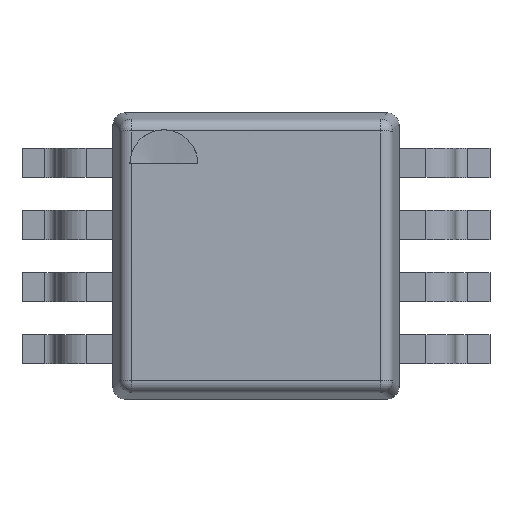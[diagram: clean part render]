
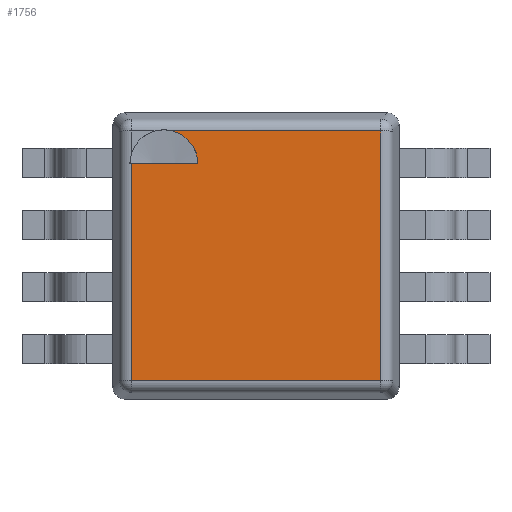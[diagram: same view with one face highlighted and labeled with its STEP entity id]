
A CAD part, top view. The second image highlights one B-rep face of the part: STEP entity #1756.
In plain terms, the highlighted face is planar.
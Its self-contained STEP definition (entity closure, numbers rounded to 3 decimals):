
#16 = PLANE ( 'NONE',  #1421 ) ;
#50 = VECTOR ( 'NONE', #136, 1000. ) ;
#75 = CARTESIAN_POINT ( 'NONE',  ( -1.309, 0.41, -1.309 ) ) ;
#109 = VERTEX_POINT ( 'NONE', #483 ) ;
#116 = VECTOR ( 'NONE', #787, 1000. ) ;
#130 = CARTESIAN_POINT ( 'NONE',  ( -0.965, 0.41, 1.309 ) ) ;
#136 = DIRECTION ( 'NONE',  ( 0., 0., -1. ) ) ;
#147 = LINE ( 'NONE', #160, #116 ) ;
#150 = CARTESIAN_POINT ( 'NONE',  ( -0.965, 0.41, 0.61 ) ) ;
#160 = CARTESIAN_POINT ( 'NONE',  ( -0.965, 0.41, 1.309 ) ) ;
#178 = EDGE_LOOP ( 'NONE', ( #1588, #627, #1439, #1701, #227, #1260 ) ) ;
#227 = ORIENTED_EDGE ( 'NONE', *, *, #1261, .F. ) ;
#331 = LINE ( 'NONE', #350, #864 ) ;
#350 = CARTESIAN_POINT ( 'NONE',  ( 1.309, 0.41, -1.309 ) ) ;
#373 = FACE_OUTER_BOUND ( 'NONE', #178, .T. ) ;
#424 = CARTESIAN_POINT ( 'NONE',  ( 1.309, 0.41, 1.309 ) ) ;
#432 = LINE ( 'NONE', #130, #50 ) ;
#441 = CARTESIAN_POINT ( 'NONE',  ( 1.309, 0.41, 1.309 ) ) ;
#453 = CIRCLE ( 'NONE', #1219, 0.356 ) ;
#483 = CARTESIAN_POINT ( 'NONE',  ( 1.309, 0.41, -1.309 ) ) ;
#510 = VERTEX_POINT ( 'NONE', #793 ) ;
#539 = LINE ( 'NONE', #1944, #834 ) ;
#575 = EDGE_CURVE ( 'NONE', #510, #855, #147, .T. ) ;
#627 = ORIENTED_EDGE ( 'NONE', *, *, #961, .T. ) ;
#645 = DIRECTION ( 'NONE',  ( 0., 1., 0. ) ) ;
#738 = EDGE_CURVE ( 'NONE', #1866, #1344, #453, .T. ) ;
#787 = DIRECTION ( 'NONE',  ( 1., 0., 0. ) ) ;
#793 = CARTESIAN_POINT ( 'NONE',  ( -0.965, 0.41, 1.309 ) ) ;
#834 = VECTOR ( 'NONE', #1150, 1000. ) ;
#855 = VERTEX_POINT ( 'NONE', #441 ) ;
#864 = VECTOR ( 'NONE', #1739, 1000. ) ;
#961 = EDGE_CURVE ( 'NONE', #109, #1853, #331, .T. ) ;
#1150 = DIRECTION ( 'NONE',  ( 0., 0., 1. ) ) ;
#1219 = AXIS2_PLACEMENT_3D ( 'NONE', #1314, #1666, #1942 ) ;
#1260 = ORIENTED_EDGE ( 'NONE', *, *, #575, .T. ) ;
#1261 = EDGE_CURVE ( 'NONE', #510, #1344, #432, .T. ) ;
#1294 = DIRECTION ( 'NONE',  ( 1., 0., 0. ) ) ;
#1314 = CARTESIAN_POINT ( 'NONE',  ( -0.965, 0.41, 0.965 ) ) ;
#1344 = VERTEX_POINT ( 'NONE', #150 ) ;
#1421 = AXIS2_PLACEMENT_3D ( 'NONE', #1900, #645, #1294 ) ;
#1439 = ORIENTED_EDGE ( 'NONE', *, *, #1924, .T. ) ;
#1588 = ORIENTED_EDGE ( 'NONE', *, *, #1823, .T. ) ;
#1666 = DIRECTION ( 'NONE',  ( 0., -1., 0. ) ) ;
#1701 = ORIENTED_EDGE ( 'NONE', *, *, #738, .T. ) ;
#1739 = DIRECTION ( 'NONE',  ( -1., 0., 0. ) ) ;
#1756 = ADVANCED_FACE ( 'NONE', ( #373 ), #16, .T. ) ;
#1784 = CARTESIAN_POINT ( 'NONE',  ( -1.309, 0.41, 0.873 ) ) ;
#1794 = LINE ( 'NONE', #424, #1879 ) ;
#1823 = EDGE_CURVE ( 'NONE', #855, #109, #1794, .T. ) ;
#1853 = VERTEX_POINT ( 'NONE', #75 ) ;
#1866 = VERTEX_POINT ( 'NONE', #1784 ) ;
#1879 = VECTOR ( 'NONE', #1975, 1000. ) ;
#1900 = CARTESIAN_POINT ( 'NONE',  ( 0., 0.41, 0. ) ) ;
#1924 = EDGE_CURVE ( 'NONE', #1853, #1866, #539, .T. ) ;
#1942 = DIRECTION ( 'NONE',  ( -0.966, 0., -0.26 ) ) ;
#1944 = CARTESIAN_POINT ( 'NONE',  ( -1.309, 0.41, -1.309 ) ) ;
#1975 = DIRECTION ( 'NONE',  ( 0., 0., -1. ) ) ;
